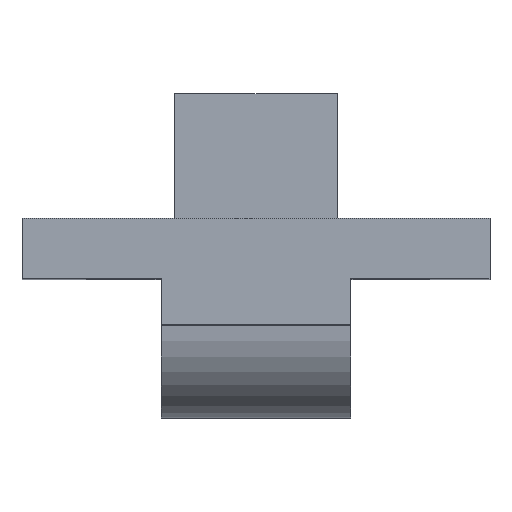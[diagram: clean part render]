
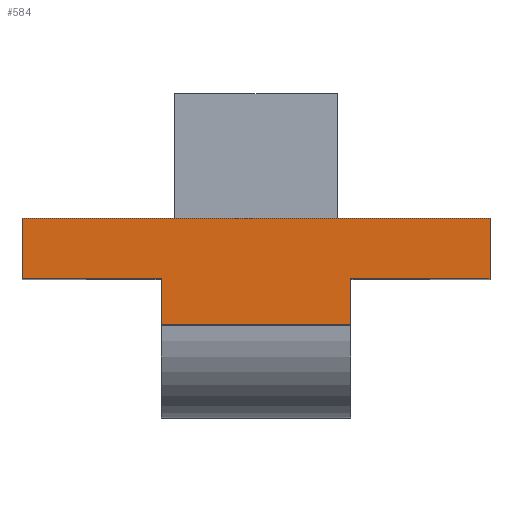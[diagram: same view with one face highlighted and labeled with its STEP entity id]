
A CAD part, top view. The second image highlights one B-rep face of the part: STEP entity #584.
In plain terms, the highlighted planar face has unit normal (0, 0, 1).
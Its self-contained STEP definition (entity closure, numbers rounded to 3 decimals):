
#24=FACE_OUTER_BOUND('',#51,.T.);
#51=EDGE_LOOP('',(#393,#394,#395,#396,#397,#398,#399,#400));
#85=LINE('',#810,#167);
#86=LINE('',#812,#168);
#87=LINE('',#814,#169);
#88=LINE('',#816,#170);
#89=LINE('',#818,#171);
#90=LINE('',#820,#172);
#91=LINE('',#822,#173);
#92=LINE('',#823,#174);
#167=VECTOR('',#658,10.);
#168=VECTOR('',#659,10.);
#169=VECTOR('',#660,10.);
#170=VECTOR('',#661,10.);
#171=VECTOR('',#662,10.);
#172=VECTOR('',#663,10.);
#173=VECTOR('',#664,10.);
#174=VECTOR('',#665,10.);
#249=VERTEX_POINT('',#808);
#250=VERTEX_POINT('',#809);
#251=VERTEX_POINT('',#811);
#252=VERTEX_POINT('',#813);
#253=VERTEX_POINT('',#815);
#254=VERTEX_POINT('',#817);
#255=VERTEX_POINT('',#819);
#256=VERTEX_POINT('',#821);
#307=EDGE_CURVE('',#249,#250,#85,.T.);
#308=EDGE_CURVE('',#250,#251,#86,.T.);
#309=EDGE_CURVE('',#251,#252,#87,.T.);
#310=EDGE_CURVE('',#252,#253,#88,.T.);
#311=EDGE_CURVE('',#253,#254,#89,.T.);
#312=EDGE_CURVE('',#254,#255,#90,.T.);
#313=EDGE_CURVE('',#255,#256,#91,.T.);
#314=EDGE_CURVE('',#256,#249,#92,.T.);
#393=ORIENTED_EDGE('',*,*,#307,.T.);
#394=ORIENTED_EDGE('',*,*,#308,.T.);
#395=ORIENTED_EDGE('',*,*,#309,.T.);
#396=ORIENTED_EDGE('',*,*,#310,.T.);
#397=ORIENTED_EDGE('',*,*,#311,.T.);
#398=ORIENTED_EDGE('',*,*,#312,.T.);
#399=ORIENTED_EDGE('',*,*,#313,.T.);
#400=ORIENTED_EDGE('',*,*,#314,.T.);
#559=PLANE('',#613);
#584=ADVANCED_FACE('',(#24),#559,.T.);
#613=AXIS2_PLACEMENT_3D('',#807,#656,#657);
#656=DIRECTION('center_axis',(0.,0.,1.));
#657=DIRECTION('ref_axis',(1.,0.,0.));
#658=DIRECTION('',(-1.,0.,0.));
#659=DIRECTION('',(0.,-1.,0.));
#660=DIRECTION('',(1.,0.,0.));
#661=DIRECTION('',(0.,-1.,0.));
#662=DIRECTION('',(1.,0.,0.));
#663=DIRECTION('',(0.,1.,0.));
#664=DIRECTION('',(1.,0.,0.));
#665=DIRECTION('',(0.,1.,0.));
#807=CARTESIAN_POINT('Origin',(44.2,-280.9,-54.5));
#808=CARTESIAN_POINT('',(54.3,-279.5,-54.5));
#809=CARTESIAN_POINT('',(44.2,-279.5,-54.5));
#810=CARTESIAN_POINT('',(44.55,-279.5,-54.5));
#811=CARTESIAN_POINT('',(44.2,-280.8,-54.5));
#812=CARTESIAN_POINT('',(44.2,-279.5,-54.5));
#813=CARTESIAN_POINT('',(47.2,-280.8,-54.5));
#814=CARTESIAN_POINT('',(45.6,-280.8,-54.5));
#815=CARTESIAN_POINT('',(47.2,-281.8,-54.5));
#816=CARTESIAN_POINT('',(47.2,-280.8,-54.5));
#817=CARTESIAN_POINT('',(51.3,-281.8,-54.5));
#818=CARTESIAN_POINT('',(46.725,-281.8,-54.5));
#819=CARTESIAN_POINT('',(51.3,-280.8,-54.5));
#820=CARTESIAN_POINT('',(51.3,-280.8,-54.5));
#821=CARTESIAN_POINT('',(54.3,-280.8,-54.5));
#822=CARTESIAN_POINT('',(45.6,-280.8,-54.5));
#823=CARTESIAN_POINT('',(54.3,-279.5,-54.5));
